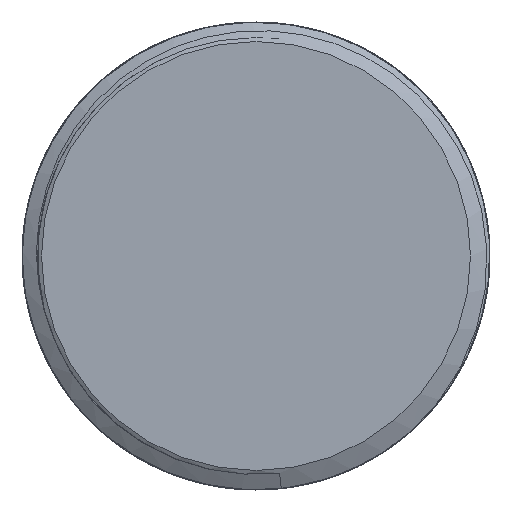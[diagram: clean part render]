
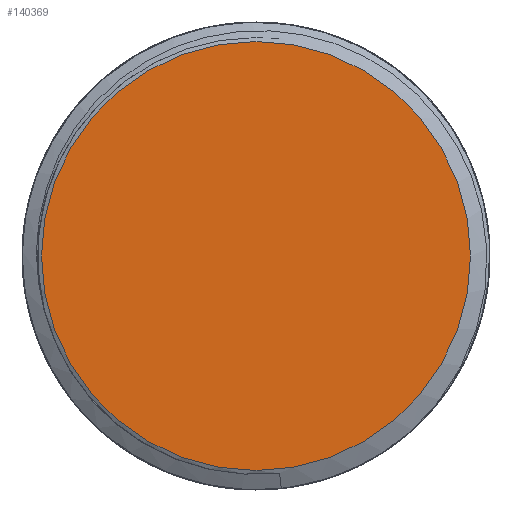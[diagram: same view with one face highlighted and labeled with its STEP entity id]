
A CAD part, front view. The second image highlights one B-rep face of the part: STEP entity #140369.
In plain terms, the highlighted planar face has unit normal (0, -1, 0).
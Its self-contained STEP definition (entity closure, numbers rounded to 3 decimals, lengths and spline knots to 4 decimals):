
#140266 = CYLINDRICAL_SURFACE('',#140267,8.25);
#140267 = AXIS2_PLACEMENT_3D('',#140268,#140269,#140270);
#140268 = CARTESIAN_POINT('',(0.,-3.4,0.));
#140269 = DIRECTION('',(0.,1.,0.));
#140270 = DIRECTION('',(-1.,0.,0.));
#140307 = EDGE_CURVE('',#140308,#140308,#140310,.T.);
#140308 = VERTEX_POINT('',#140309);
#140309 = CARTESIAN_POINT('',(-8.25,-0.4,0.));
#140310 = SURFACE_CURVE('',#140311,(#140316,#140323),.PCURVE_S1.);
#140311 = CIRCLE('',#140312,8.25);
#140312 = AXIS2_PLACEMENT_3D('',#140313,#140314,#140315);
#140313 = CARTESIAN_POINT('',(0.,-0.4,0.));
#140314 = DIRECTION('',(0.,1.,0.));
#140315 = DIRECTION('',(-1.,0.,0.));
#140316 = PCURVE('',#140266,#140317);
#140317 = DEFINITIONAL_REPRESENTATION('',(#140318),#140322);
#140318 = LINE('',#140319,#140320);
#140319 = CARTESIAN_POINT('',(0.,3.));
#140320 = VECTOR('',#140321,1.);
#140321 = DIRECTION('',(1.,0.));
#140322 = ( GEOMETRIC_REPRESENTATION_CONTEXT(2) 
PARAMETRIC_REPRESENTATION_CONTEXT() REPRESENTATION_CONTEXT('2D SPACE',''
  ) );
#140323 = PCURVE('',#140324,#140329);
#140324 = PLANE('',#140325);
#140325 = AXIS2_PLACEMENT_3D('',#140326,#140327,#140328);
#140326 = CARTESIAN_POINT('',(0.,-0.4,0.));
#140327 = DIRECTION('',(0.,-1.,0.));
#140328 = DIRECTION('',(0.,0.,-1.));
#140329 = DEFINITIONAL_REPRESENTATION('',(#140330),#140338);
#140330 = ( BOUNDED_CURVE() B_SPLINE_CURVE(2,(#140331,#140332,#140333,
    #140334,#140335,#140336,#140337),.UNSPECIFIED.,.T.,.F.) 
B_SPLINE_CURVE_WITH_KNOTS((1,2,2,2,2,1),(-2.0944,0.,
    2.0944,4.1888,6.2832,8.3776),
.UNSPECIFIED.) CURVE() GEOMETRIC_REPRESENTATION_ITEM() 
RATIONAL_B_SPLINE_CURVE((1.,0.5,1.,0.5,1.,0.5,1.)) REPRESENTATION_ITEM(
  '') );
#140331 = CARTESIAN_POINT('',(0.,-8.25));
#140332 = CARTESIAN_POINT('',(-14.289,-8.25));
#140333 = CARTESIAN_POINT('',(-7.145,4.125));
#140334 = CARTESIAN_POINT('',(0.,16.5));
#140335 = CARTESIAN_POINT('',(7.145,4.125));
#140336 = CARTESIAN_POINT('',(14.289,-8.25));
#140337 = CARTESIAN_POINT('',(0.,-8.25));
#140338 = ( GEOMETRIC_REPRESENTATION_CONTEXT(2) 
PARAMETRIC_REPRESENTATION_CONTEXT() REPRESENTATION_CONTEXT('2D SPACE',''
  ) );
#140369 = ADVANCED_FACE('',(#140370),#140324,.T.);
#140370 = FACE_BOUND('',#140371,.T.);
#140371 = EDGE_LOOP('',(#140372));
#140372 = ORIENTED_EDGE('',*,*,#140307,.F.);
